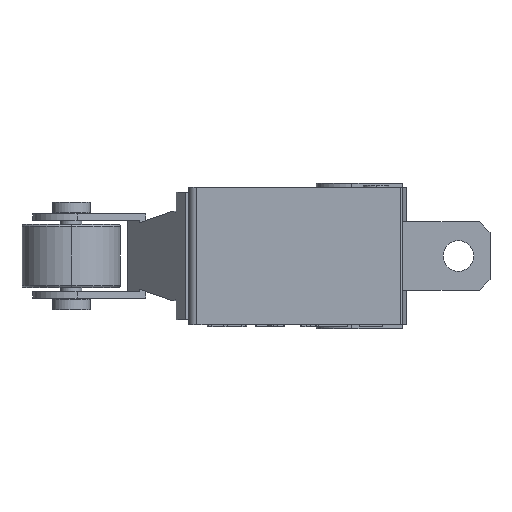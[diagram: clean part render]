
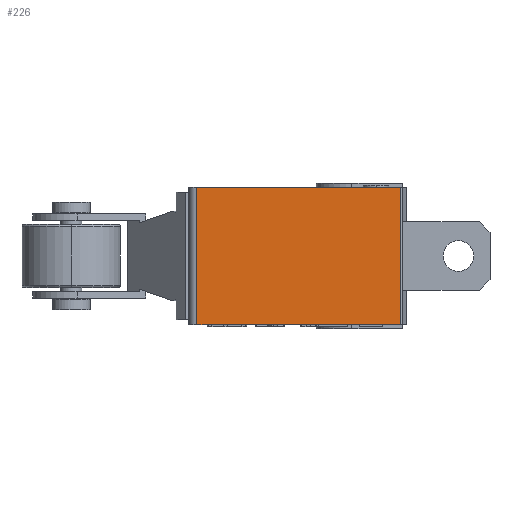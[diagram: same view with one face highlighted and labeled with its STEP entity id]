
A CAD part, left-side view. The second image highlights one B-rep face of the part: STEP entity #226.
In plain terms, the highlighted planar face has unit normal (-1, 0, 0).
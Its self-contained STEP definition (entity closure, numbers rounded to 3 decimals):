
#226 = ADVANCED_FACE ( 'NONE', ( #16389 ), #12542, .F. ) ;
#405 = VERTEX_POINT ( 'NONE', #10602 ) ;
#3435 = EDGE_CURVE ( 'NONE', #14201, #3476, #6722, .T. ) ;
#3476 = VERTEX_POINT ( 'NONE', #11922 ) ;
#3701 = CARTESIAN_POINT ( 'NONE',  ( 0., -10.05, 6.5 ) ) ;
#3756 = EDGE_CURVE ( 'NONE', #405, #3476, #8174, .T. ) ;
#5295 = DIRECTION ( 'NONE',  ( 0., 0., 1. ) ) ;
#5386 = CARTESIAN_POINT ( 'NONE',  ( 0., -0.4, 0. ) ) ;
#6204 = VECTOR ( 'NONE', #11472, 1000. ) ;
#6722 = LINE ( 'NONE', #3701, #18249 ) ;
#6834 = DIRECTION ( 'NONE',  ( 0., -1., 0. ) ) ;
#7759 = CARTESIAN_POINT ( 'NONE',  ( 0., -0.4, 6.5 ) ) ;
#7948 = VECTOR ( 'NONE', #6834, 1000. ) ;
#8004 = CARTESIAN_POINT ( 'NONE',  ( 0., -10.05, 0. ) ) ;
#8174 = LINE ( 'NONE', #14650, #7948 ) ;
#8666 = LINE ( 'NONE', #7759, #13577 ) ;
#9644 = CARTESIAN_POINT ( 'NONE',  ( 0., -0.4, 6.5 ) ) ;
#10474 = ORIENTED_EDGE ( 'NONE', *, *, #12421, .T. ) ;
#10602 = CARTESIAN_POINT ( 'NONE',  ( 0., -0.4, 6.5 ) ) ;
#11023 = DIRECTION ( 'NONE',  ( 0., 1., 0. ) ) ;
#11472 = DIRECTION ( 'NONE',  ( 0., -1., 0. ) ) ;
#11922 = CARTESIAN_POINT ( 'NONE',  ( 0., -10.05, 6.5 ) ) ;
#12414 = DIRECTION ( 'NONE',  ( 0., 0., -1. ) ) ;
#12421 = EDGE_CURVE ( 'NONE', #12922, #14201, #17021, .T. ) ;
#12542 = PLANE ( 'NONE',  #19958 ) ;
#12922 = VERTEX_POINT ( 'NONE', #14996 ) ;
#13577 = VECTOR ( 'NONE', #12414, 1000. ) ;
#14127 = DIRECTION ( 'NONE',  ( 1., 0., 0. ) ) ;
#14201 = VERTEX_POINT ( 'NONE', #8004 ) ;
#14532 = ORIENTED_EDGE ( 'NONE', *, *, #3435, .T. ) ;
#14650 = CARTESIAN_POINT ( 'NONE',  ( 0., -0.4, 6.5 ) ) ;
#14734 = EDGE_LOOP ( 'NONE', ( #10474, #14532, #17164, #19881 ) ) ;
#14996 = CARTESIAN_POINT ( 'NONE',  ( 0., -0.4, 0. ) ) ;
#16389 = FACE_OUTER_BOUND ( 'NONE', #14734, .T. ) ;
#17021 = LINE ( 'NONE', #5386, #6204 ) ;
#17164 = ORIENTED_EDGE ( 'NONE', *, *, #3756, .F. ) ;
#18249 = VECTOR ( 'NONE', #5295, 1000. ) ;
#19744 = EDGE_CURVE ( 'NONE', #405, #12922, #8666, .T. ) ;
#19881 = ORIENTED_EDGE ( 'NONE', *, *, #19744, .T. ) ;
#19958 = AXIS2_PLACEMENT_3D ( 'NONE', #9644, #14127, #11023 ) ;
